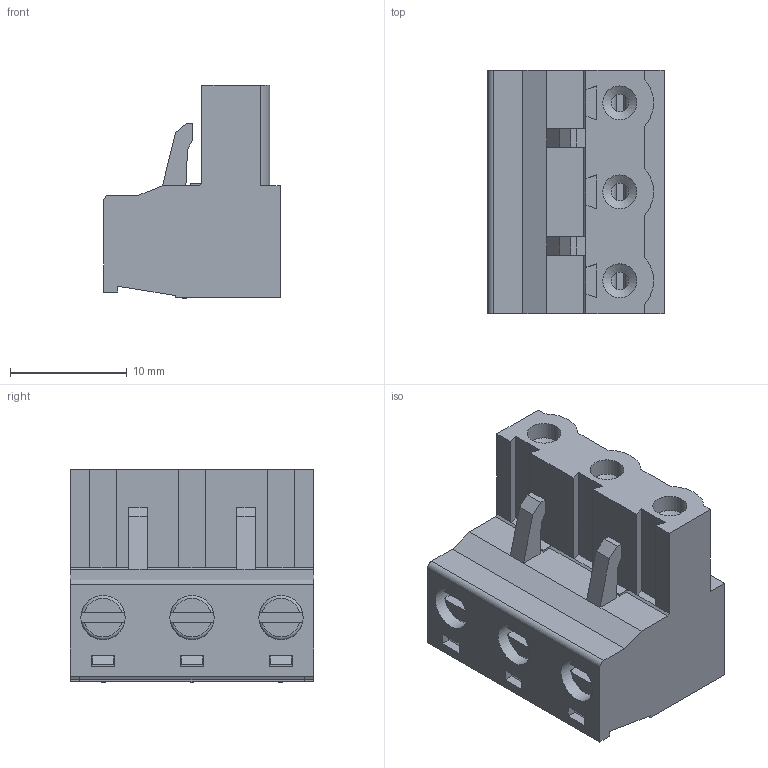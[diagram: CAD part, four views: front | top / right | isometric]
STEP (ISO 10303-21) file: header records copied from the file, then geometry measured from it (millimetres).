
FILE_DESCRIPTION( ( 'Unknown' ), '1' );
FILE_NAME( '691351400003.stp', 'Unknown', ( 'Unknown' ), ( 'Unknown' ), 'PSStep 18.0.17', 'Unknown', ' ' );
FILE_SCHEMA( ( 'AUTOMOTIVE_DESIGN { 1 0 10303 214 1 1 1 1 }' ) );
Length unit declared in the file: millimetre
Products named in the file (6): Assem1; cage; vis cage; Spring; 691351400003; 691351400003_front wall
Assembly tree (11 placements, depth 2):
  Assem1
    cage  x3
    vis cage  x3
    Spring  x3
    691351400003
    691351400003_front wall
Bounding box: 15.1 x 20.86 x 18.27 mm (x, y, z)
Volume: 2399.5 mm3; surface area: 5925.4 mm2
Topology: 11 solids, 11 shells, 550 faces, 1433 edges, 923 vertices
Faces by surface type: plane 420, cylinder 109, cone 9, torus 9, sphere 3
Full cylindrical faces by diameter (mm): 1 x3, 1.5 x3, 2.2 x3, 2.459 x3, 2.6 x3, 2.9 x6, 3.8 x6
Entity records: 15556 total; most frequent: CARTESIAN_POINT 2165, ORIENTED_EDGE 2076, DIRECTION 1986, EDGE_CURVE 1038, LINE 910, VECTOR 910, VERTEX_POINT 693, AXIS2_PLACEMENT_3D 538
